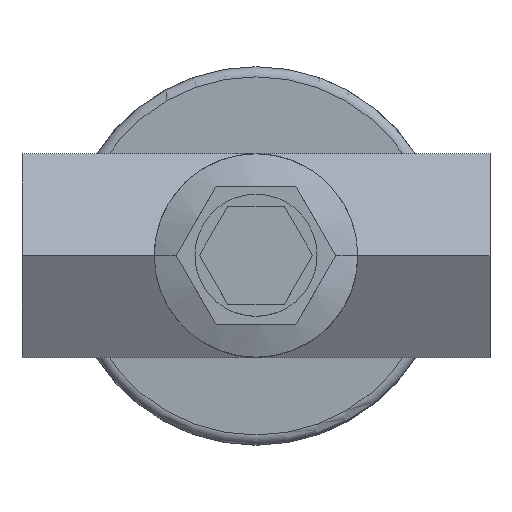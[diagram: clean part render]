
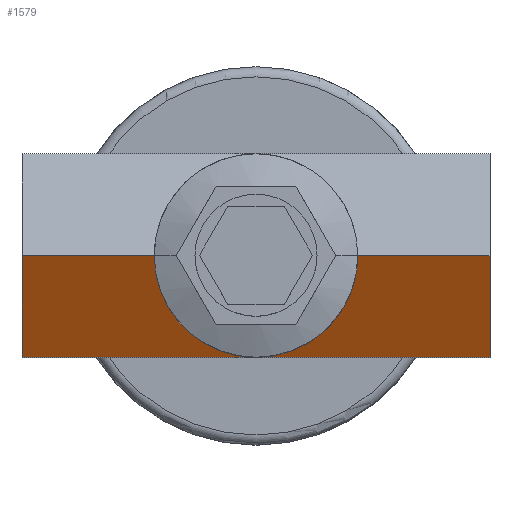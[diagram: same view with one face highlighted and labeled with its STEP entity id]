
A CAD part, top view. The second image highlights one B-rep face of the part: STEP entity #1579.
In plain terms, the highlighted planar face has unit normal (0, -0.5, 0.866).
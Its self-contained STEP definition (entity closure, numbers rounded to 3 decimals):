
#941=EDGE_CURVE('',#1665,#1231,#2407,.T.);
#969=EDGE_CURVE('',#1179,#1665,#2439,.T.);
#1033=EDGE_CURVE('',#1913,#1231,#2509,.T.);
#1087=EDGE_CURVE('',#1179,#1479,#2572,.T.);
#1099=EDGE_CURVE('',#1913,#1715,#2584,.T.);
#1179=VERTEX_POINT('',#2672);
#1231=VERTEX_POINT('',#2727);
#1399=EDGE_CURVE('',#1479,#1715,#2916,.T.);
#1479=VERTEX_POINT('',#3004);
#1579=ADVANCED_FACE('',(#3116),#3117,.T.);
#1665=VERTEX_POINT('',#3209);
#1715=VERTEX_POINT('',#3263);
#1913=VERTEX_POINT('',#3489);
#2407=LINE('',#4144,#4145);
#2439=ELLIPSE('',#4183,28.868,25.0);
#2509=LINE('',#4278,#4279);
#2572=LINE('',#4361,#4362);
#2584=LINE('',#4379,#4380);
#2672=CARTESIAN_POINT('',(-25.0,0.0,28.9));
#2727=CARTESIAN_POINT('',(57.5,0.,28.9));
#2916=LINE('',#4932,#4933);
#3004=CARTESIAN_POINT('',(-57.5,0.0,28.9));
#3116=FACE_OUTER_BOUND('',#5192,.T.);
#3117=PLANE('',#5193);
#3209=CARTESIAN_POINT('',(25.0,0.,28.9));
#3263=CARTESIAN_POINT('',(-57.5,-25.028,14.45));
#3489=CARTESIAN_POINT('',(57.5,-25.028,14.45));
#4144=CARTESIAN_POINT('',(0.0,0.,28.9));
#4145=VECTOR('',#6502,1.0);
#4183=AXIS2_PLACEMENT_3D('',#6549,#6550,#6551);
#4278=CARTESIAN_POINT('',(57.5,0.0,28.9));
#4279=VECTOR('',#6637,1.0);
#4361=CARTESIAN_POINT('',(0.0,0.0,28.9));
#4362=VECTOR('',#6747,1.0);
#4379=CARTESIAN_POINT('',(0.0,-25.028,14.45));
#4380=VECTOR('',#6750,1.);
#4932=CARTESIAN_POINT('',(-57.5,-25.028,14.45));
#4933=VECTOR('',#7138,1.);
#5192=EDGE_LOOP('',(#7402,#7403,#7404,#7405,#7406,#7407));
#5193=AXIS2_PLACEMENT_3D('',#7408,#7409,#7410);
#6502=DIRECTION('',(1.0,0.0,0.0));
#6549=CARTESIAN_POINT('',(0.0,0.0,28.9));
#6550=DIRECTION('',(0.0,-0.5,0.866));
#6551=DIRECTION('',(0.0,0.866,0.5));
#6637=DIRECTION('',(0.0,0.866,0.5));
#6747=DIRECTION('',(-1.0,0.0,0.0));
#6750=DIRECTION('',(-1.0,0.0,0.0));
#7138=DIRECTION('',(0.0,-0.866,-0.5));
#7402=ORIENTED_EDGE('',*,*,#969,.F.);
#7403=ORIENTED_EDGE('',*,*,#1087,.T.);
#7404=ORIENTED_EDGE('',*,*,#1399,.T.);
#7405=ORIENTED_EDGE('',*,*,#1099,.F.);
#7406=ORIENTED_EDGE('',*,*,#1033,.T.);
#7407=ORIENTED_EDGE('',*,*,#941,.F.);
#7408=CARTESIAN_POINT('',(0.0,0.,28.9));
#7409=DIRECTION('',(0.0,-0.5,0.866));
#7410=DIRECTION('',(0.0,0.866,0.5));
